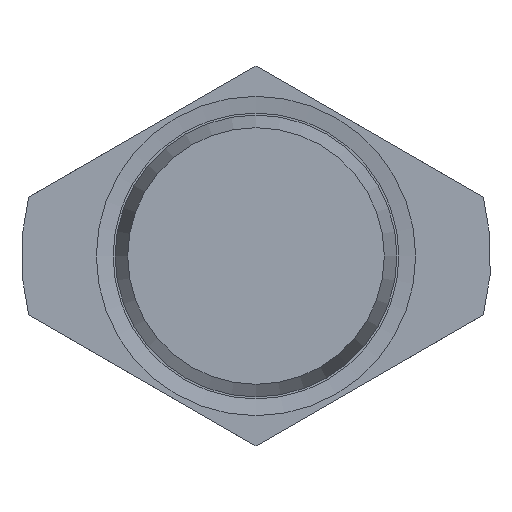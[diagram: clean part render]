
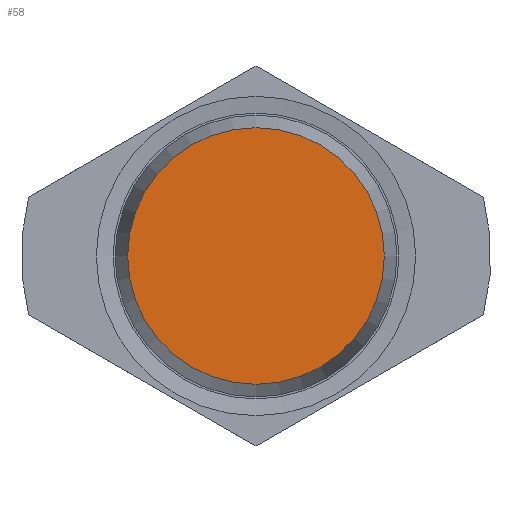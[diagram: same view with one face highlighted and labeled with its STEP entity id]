
A CAD part, front view. The second image highlights one B-rep face of the part: STEP entity #58.
In plain terms, the highlighted planar face has unit normal (0, -1, 0).
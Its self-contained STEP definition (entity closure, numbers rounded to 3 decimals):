
#58 = ADVANCED_FACE( '', ( #125 ), #126, .F. );
#125 = FACE_OUTER_BOUND( '', #200, .T. );
#126 = PLANE( '', #201 );
#200 = EDGE_LOOP( '', ( #301 ) );
#201 = AXIS2_PLACEMENT_3D( '', #302, #303, #304 );
#301 = ORIENTED_EDGE( '', *, *, #433, .T. );
#302 = CARTESIAN_POINT( '', ( 5.464, -18., 0. ) );
#303 = DIRECTION( '', ( 0., 1., 0. ) );
#304 = DIRECTION( '', ( 0., 0., 1. ) );
#433 = EDGE_CURVE( '', #514, #514, #515, .T. );
#514 = VERTEX_POINT( '', #652 );
#515 = CIRCLE( '', #653, 5.464 );
#652 = CARTESIAN_POINT( '', ( 0., -18., -5.464 ) );
#653 = AXIS2_PLACEMENT_3D( '', #720, #721, #722 );
#720 = CARTESIAN_POINT( '', ( 0., -18., 0. ) );
#721 = DIRECTION( '', ( 0., -1., 0. ) );
#722 = DIRECTION( '', ( 0., 0., -1. ) );
